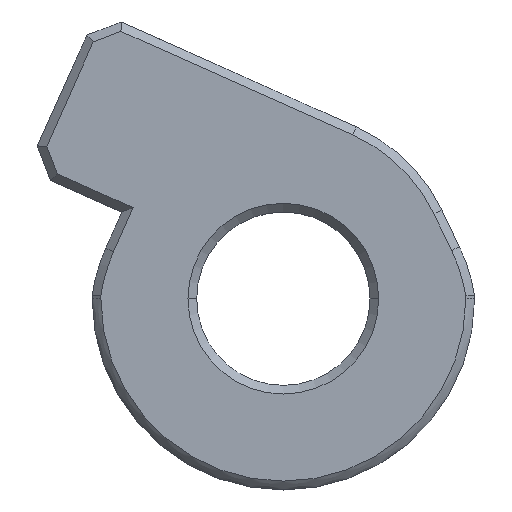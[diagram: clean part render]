
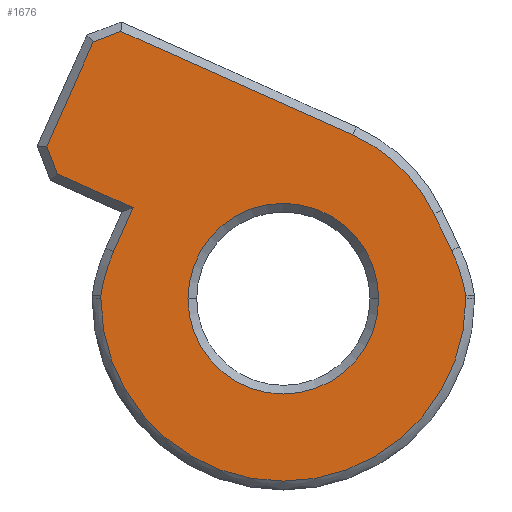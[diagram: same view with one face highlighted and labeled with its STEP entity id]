
A CAD part, top view. The second image highlights one B-rep face of the part: STEP entity #1676.
In plain terms, the highlighted planar face has unit normal (0, 0, 1).
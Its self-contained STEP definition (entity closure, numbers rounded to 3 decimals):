
#14 = CARTESIAN_POINT ( 'NONE',  ( -4.245, -11.716, 0. ) ) ;
#26 = EDGE_CURVE ( 'NONE', #1793, #1452, #1865, .T. ) ;
#90 = CARTESIAN_POINT ( 'NONE',  ( 10.525, 0.157, 0. ) ) ;
#104 = AXIS2_PLACEMENT_3D ( 'NONE', #14, #630, #321 ) ;
#123 = DIRECTION ( 'NONE',  ( 1., 0., 0. ) ) ;
#124 = EDGE_CURVE ( 'NONE', #1102, #1280, #916, .T. ) ;
#133 = ORIENTED_EDGE ( 'NONE', *, *, #561, .T. ) ;
#158 = DIRECTION ( 'NONE',  ( -0.357, 0.934, 0. ) ) ;
#163 = DIRECTION ( 'NONE',  ( 0., 0., -1. ) ) ;
#170 = PLANE ( 'NONE',  #104 ) ;
#195 = CARTESIAN_POINT ( 'NONE',  ( -5.5, 0., 0. ) ) ;
#200 = DIRECTION ( 'NONE',  ( 0., 0., 1. ) ) ;
#208 = FACE_BOUND ( 'NONE', #739, .T. ) ;
#228 = ORIENTED_EDGE ( 'NONE', *, *, #1786, .F. ) ;
#265 = CIRCLE ( 'NONE', #1628, 9.5 ) ;
#266 = CARTESIAN_POINT ( 'NONE',  ( 0., 0., 0. ) ) ;
#289 = DIRECTION ( 'NONE',  ( 0., 0., -1. ) ) ;
#321 = DIRECTION ( 'NONE',  ( 1., 0., 0. ) ) ;
#325 = EDGE_LOOP ( 'NONE', ( #1791, #1046, #1533, #1669, #1698, #2013, #1222, #900, #1095, #462, #228, #133, #1178, #944 ) ) ;
#353 = EDGE_CURVE ( 'NONE', #1794, #2014, #1461, .T. ) ;
#358 = VERTEX_POINT ( 'NONE', #542 ) ;
#383 = VECTOR ( 'NONE', #1572, 1000. ) ;
#385 = CARTESIAN_POINT ( 'NONE',  ( -10.526, 0.157, 0. ) ) ;
#416 = AXIS2_PLACEMENT_3D ( 'NONE', #2020, #1065, #123 ) ;
#420 = DIRECTION ( 'NONE',  ( 1., 0., 0. ) ) ;
#427 = VERTEX_POINT ( 'NONE', #1893 ) ;
#445 = CARTESIAN_POINT ( 'NONE',  ( 9.704, 2.772, 0. ) ) ;
#453 = DIRECTION ( 'NONE',  ( 0., 0., 1. ) ) ;
#462 = ORIENTED_EDGE ( 'NONE', *, *, #1780, .F. ) ;
#525 = CIRCLE ( 'NONE', #416, 9.5 ) ;
#529 = DIRECTION ( 'NONE',  ( 0., 0., 1. ) ) ;
#542 = CARTESIAN_POINT ( 'NONE',  ( 10.526, 0., 0. ) ) ;
#557 = AXIS2_PLACEMENT_3D ( 'NONE', #266, #1380, #420 ) ;
#561 = EDGE_CURVE ( 'NONE', #1400, #992, #1103, .T. ) ;
#562 = VECTOR ( 'NONE', #841, 1000. ) ;
#564 = DIRECTION ( 'NONE',  ( 0.934, 0.357, 0. ) ) ;
#581 = VERTEX_POINT ( 'NONE', #385 ) ;
#605 = CARTESIAN_POINT ( 'NONE',  ( -8.658, 5.244, 0. ) ) ;
#611 = VECTOR ( 'NONE', #158, 1000. ) ;
#625 = DIRECTION ( 'NONE',  ( 0., 0., 1. ) ) ;
#630 = DIRECTION ( 'NONE',  ( 0., 0., -1. ) ) ;
#633 = AXIS2_PLACEMENT_3D ( 'NONE', #1596, #625, #1749 ) ;
#670 = LINE ( 'NONE', #764, #1902 ) ;
#687 = CIRCLE ( 'NONE', #976, 10.526 ) ;
#690 = CIRCLE ( 'NONE', #2042, 10.526 ) ;
#703 = CARTESIAN_POINT ( 'NONE',  ( -10.525, 0.157, 0. ) ) ;
#710 = CARTESIAN_POINT ( 'NONE',  ( 5.004, 9.001, 0. ) ) ;
#727 = VERTEX_POINT ( 'NONE', #1585 ) ;
#732 = AXIS2_PLACEMENT_3D ( 'NONE', #1253, #289, #1409 ) ;
#739 = EDGE_LOOP ( 'NONE', ( #1936, #943 ) ) ;
#753 = EDGE_CURVE ( 'NONE', #727, #1793, #1879, .T. ) ;
#764 = CARTESIAN_POINT ( 'NONE',  ( 1.335, 0.783, 0. ) ) ;
#771 = CARTESIAN_POINT ( 'NONE',  ( -10.526, 0., 0. ) ) ;
#791 = DIRECTION ( 'NONE',  ( 0.408, 0.913, 0. ) ) ;
#805 = LINE ( 'NONE', #1873, #383 ) ;
#807 = DIRECTION ( 'NONE',  ( 0.408, 0.913, 0. ) ) ;
#821 = EDGE_CURVE ( 'NONE', #1343, #947, #1839, .T. ) ;
#841 = DIRECTION ( 'NONE',  ( 0.434, -0.901, 0. ) ) ;
#881 = CIRCLE ( 'NONE', #557, 5.5 ) ;
#900 = ORIENTED_EDGE ( 'NONE', *, *, #1619, .F. ) ;
#916 = CIRCLE ( 'NONE', #633, 5.5 ) ;
#926 = CARTESIAN_POINT ( 'NONE',  ( -9.366, 15.416, 0. ) ) ;
#939 = CARTESIAN_POINT ( 'NONE',  ( -13.719, 8.986, 0. ) ) ;
#943 = ORIENTED_EDGE ( 'NONE', *, *, #1470, .F. ) ;
#944 = ORIENTED_EDGE ( 'NONE', *, *, #1138, .T. ) ;
#947 = VERTEX_POINT ( 'NONE', #445 ) ;
#969 = EDGE_CURVE ( 'NONE', #992, #358, #687, .T. ) ;
#974 = VECTOR ( 'NONE', #1075, 1000. ) ;
#976 = AXIS2_PLACEMENT_3D ( 'NONE', #1413, #453, #1579 ) ;
#992 = VERTEX_POINT ( 'NONE', #771 ) ;
#1007 = VECTOR ( 'NONE', #807, 1000. ) ;
#1033 = EDGE_CURVE ( 'NONE', #427, #1809, #1841, .T. ) ;
#1034 = CARTESIAN_POINT ( 'NONE',  ( 5.5, 0., 0. ) ) ;
#1046 = ORIENTED_EDGE ( 'NONE', *, *, #821, .F. ) ;
#1065 = DIRECTION ( 'NONE',  ( 0., 0., -1. ) ) ;
#1075 = DIRECTION ( 'NONE',  ( 0.913, -0.408, 0. ) ) ;
#1095 = ORIENTED_EDGE ( 'NONE', *, *, #1033, .F. ) ;
#1102 = VERTEX_POINT ( 'NONE', #195 ) ;
#1103 = CIRCLE ( 'NONE', #1243, 10.526 ) ;
#1105 = CARTESIAN_POINT ( 'NONE',  ( 1.145, -1.35, 0. ) ) ;
#1138 = EDGE_CURVE ( 'NONE', #358, #1231, #690, .T. ) ;
#1151 = CARTESIAN_POINT ( 'NONE',  ( 0., 0., 0. ) ) ;
#1178 = ORIENTED_EDGE ( 'NONE', *, *, #969, .T. ) ;
#1205 = LINE ( 'NONE', #1837, #1987 ) ;
#1222 = ORIENTED_EDGE ( 'NONE', *, *, #753, .F. ) ;
#1231 = VERTEX_POINT ( 'NONE', #90 ) ;
#1243 = AXIS2_PLACEMENT_3D ( 'NONE', #1493, #529, #1653 ) ;
#1253 = CARTESIAN_POINT ( 'NONE',  ( -1.12, -1.173, 0. ) ) ;
#1276 = DIRECTION ( 'NONE',  ( 1., 0., 0. ) ) ;
#1280 = VERTEX_POINT ( 'NONE', #1034 ) ;
#1285 = CARTESIAN_POINT ( 'NONE',  ( -19.717, -4.809, 0. ) ) ;
#1292 = CIRCLE ( 'NONE', #732, 9.5 ) ;
#1315 = DIRECTION ( 'NONE',  ( 1., 0., 0. ) ) ;
#1340 = EDGE_CURVE ( 'NONE', #1452, #1794, #1205, .T. ) ;
#1343 = VERTEX_POINT ( 'NONE', #2000 ) ;
#1380 = DIRECTION ( 'NONE',  ( 0., 0., 1. ) ) ;
#1400 = VERTEX_POINT ( 'NONE', #703 ) ;
#1409 = DIRECTION ( 'NONE',  ( 1., 0., 0. ) ) ;
#1413 = CARTESIAN_POINT ( 'NONE',  ( 0., 0., 0. ) ) ;
#1452 = VERTEX_POINT ( 'NONE', #1828 ) ;
#1455 = VECTOR ( 'NONE', #791, 1000. ) ;
#1461 = LINE ( 'NONE', #710, #974 ) ;
#1470 = EDGE_CURVE ( 'NONE', #1280, #1102, #881, .T. ) ;
#1493 = CARTESIAN_POINT ( 'NONE',  ( 0., 0., 0. ) ) ;
#1533 = ORIENTED_EDGE ( 'NONE', *, *, #1694, .F. ) ;
#1572 = DIRECTION ( 'NONE',  ( -1., 0.015, 0. ) ) ;
#1579 = DIRECTION ( 'NONE',  ( 1., 0., 0. ) ) ;
#1585 = CARTESIAN_POINT ( 'NONE',  ( -13.035, 7.198, 0. ) ) ;
#1596 = CARTESIAN_POINT ( 'NONE',  ( 0., 0., 0. ) ) ;
#1619 = EDGE_CURVE ( 'NONE', #1809, #727, #670, .T. ) ;
#1628 = AXIS2_PLACEMENT_3D ( 'NONE', #1105, #163, #1276 ) ;
#1643 = CARTESIAN_POINT ( 'NONE',  ( 12.742, -3.535, 0. ) ) ;
#1646 = EDGE_CURVE ( 'NONE', #947, #1231, #265, .T. ) ;
#1653 = DIRECTION ( 'NONE',  ( 1., 0., 0. ) ) ;
#1669 = ORIENTED_EDGE ( 'NONE', *, *, #353, .F. ) ;
#1676 = ADVANCED_FACE ( 'NONE', ( #208, #1851 ), #170, .F. ) ;
#1694 = EDGE_CURVE ( 'NONE', #2014, #1343, #525, .T. ) ;
#1698 = ORIENTED_EDGE ( 'NONE', *, *, #1340, .F. ) ;
#1730 = CARTESIAN_POINT ( 'NONE',  ( -13.645, 8.792, 0. ) ) ;
#1749 = DIRECTION ( 'NONE',  ( 1., 0., 0. ) ) ;
#1766 = CARTESIAN_POINT ( 'NONE',  ( -14.238, -7.254, 0. ) ) ;
#1780 = EDGE_CURVE ( 'NONE', #581, #427, #1292, .T. ) ;
#1786 = EDGE_CURVE ( 'NONE', #1400, #581, #805, .T. ) ;
#1791 = ORIENTED_EDGE ( 'NONE', *, *, #1646, .F. ) ;
#1793 = VERTEX_POINT ( 'NONE', #1730 ) ;
#1794 = VERTEX_POINT ( 'NONE', #926 ) ;
#1809 = VERTEX_POINT ( 'NONE', #605 ) ;
#1828 = CARTESIAN_POINT ( 'NONE',  ( -10.961, 14.806, 0. ) ) ;
#1837 = CARTESIAN_POINT ( 'NONE',  ( -9.173, 15.49, 0. ) ) ;
#1839 = LINE ( 'NONE', #1643, #562 ) ;
#1841 = LINE ( 'NONE', #1766, #1007 ) ;
#1844 = CARTESIAN_POINT ( 'NONE',  ( 3.994, 9.452, 0. ) ) ;
#1851 = FACE_OUTER_BOUND ( 'NONE', #325, .T. ) ;
#1865 = LINE ( 'NONE', #1285, #1455 ) ;
#1873 = CARTESIAN_POINT ( 'NONE',  ( -15.999, 0.238, 0. ) ) ;
#1877 = DIRECTION ( 'NONE',  ( -0.913, 0.408, 0. ) ) ;
#1879 = LINE ( 'NONE', #939, #611 ) ;
#1893 = CARTESIAN_POINT ( 'NONE',  ( -9.794, 2.7, 0. ) ) ;
#1902 = VECTOR ( 'NONE', #1877, 1000. ) ;
#1936 = ORIENTED_EDGE ( 'NONE', *, *, #124, .F. ) ;
#1987 = VECTOR ( 'NONE', #564, 1000. ) ;
#2000 = CARTESIAN_POINT ( 'NONE',  ( 8.68, 4.899, 0. ) ) ;
#2013 = ORIENTED_EDGE ( 'NONE', *, *, #26, .F. ) ;
#2014 = VERTEX_POINT ( 'NONE', #1844 ) ;
#2020 = CARTESIAN_POINT ( 'NONE',  ( 0.121, 0.777, 0. ) ) ;
#2042 = AXIS2_PLACEMENT_3D ( 'NONE', #1151, #200, #1315 ) ;
